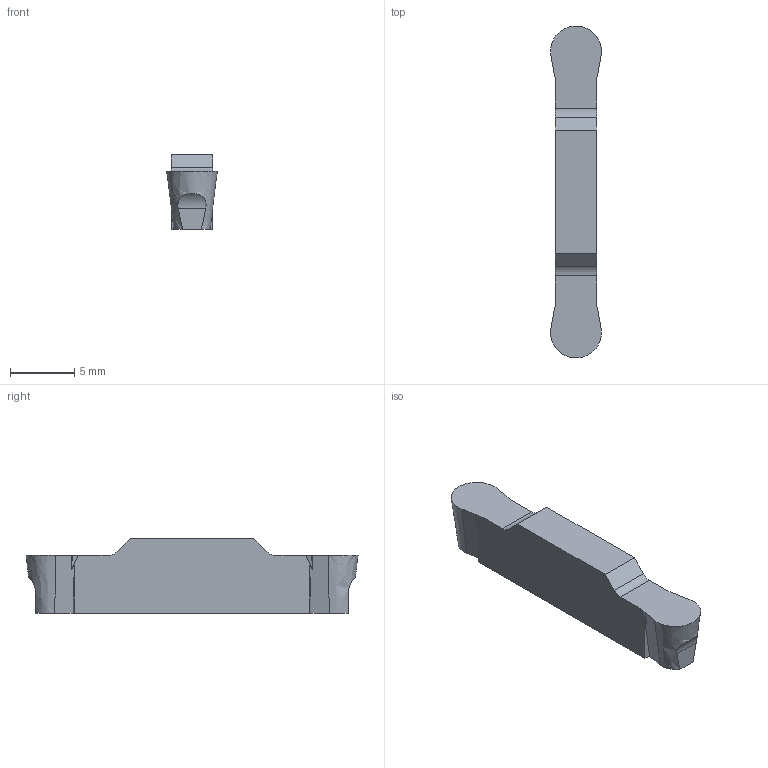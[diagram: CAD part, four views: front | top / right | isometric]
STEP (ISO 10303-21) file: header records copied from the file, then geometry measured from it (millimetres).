
FILE_DESCRIPTION(/* description */ (''),/* implementation_level */ '2;1');
FILE_NAME(/* name */ 'n123h2-0396-ro-h13a_cut_20190219_154901_1.stp',/* time_stamp */ '2019-02-19T15:49:51+01:00',/* author */ (''),/* organization */ ('SMS'),/* preprocessor_version */ 'ST-DEVELOPER v15',/* originating_system */ 'SIEMENS PLM Software NX 8.5',/* authorisation */ '');
FILE_SCHEMA (('AUTOMOTIVE_DESIGN { 1 0 10303 214 3 1 1 1 }'));
Length unit declared in the file: millimetre
Products named in the file (1): N123H2-0396-RO-H13A_CUT_20190219_154901_1
Bounding box: 3.95 x 25.8 x 5.79 mm (x, y, z)
Volume: 398.8 mm3; surface area: 437.3 mm2
Topology: 1 solids, 1 shells, 32 faces, 91 edges, 63 vertices
Faces by surface type: plane 22, bspline 6, cylinder 4
Entity records: 1356 total; most frequent: CARTESIAN_POINT 544, ORIENTED_EDGE 180, DIRECTION 126, EDGE_CURVE 90, LINE 60, VECTOR 60, VERTEX_POINT 60, AXIS2_PLACEMENT_3D 33
